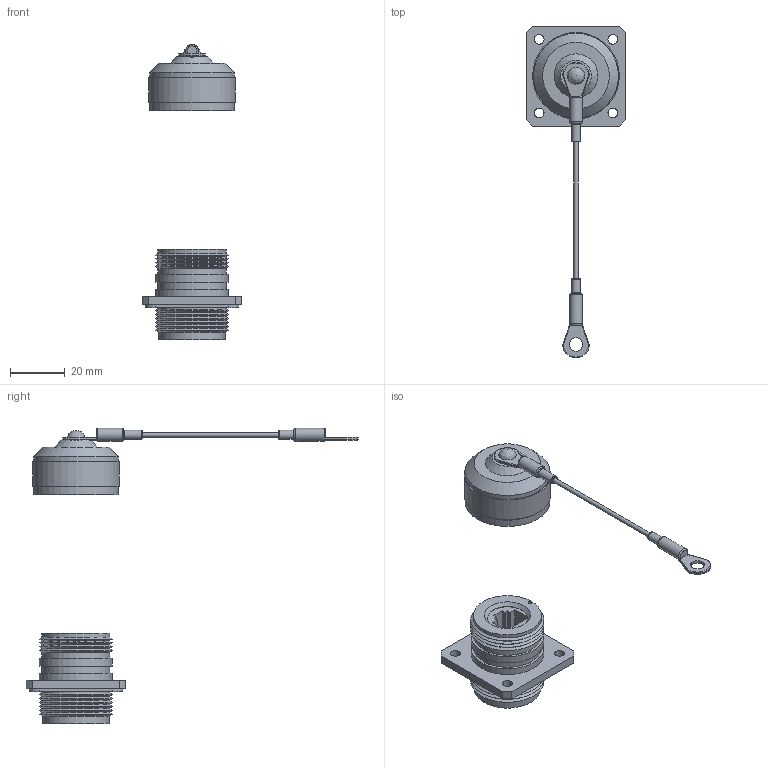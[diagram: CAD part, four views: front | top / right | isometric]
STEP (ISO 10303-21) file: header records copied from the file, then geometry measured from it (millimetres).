
FILE_DESCRIPTION (( 'STEP AP214' ), '1' );
FILE_NAME ('ECSD3201U00.STEP', '2018-01-15T20:22:24', ( '' ), ( '' ), 'SwSTEP 2.0', 'SolidWorks 2014', '' );
FILE_SCHEMA (( 'AUTOMOTIVE_DESIGN' ));
Length unit declared in the file: inch
Products named in the file (5): ECRD0103U00-MA1; ECSD3201U00; 3AA13-006; 3AB10-043-MA6; 3AB10-038
Assembly tree (4 placements, depth 2):
  ECSD3201U00
    ECRD0103U00-MA1
    3AB10-038
    3AB10-043-MA6
    3AA13-006
Bounding box: 36.58 x 121.62 x 108.13 mm (x, y, z)
Volume: 25588.6 mm3; surface area: 14479.9 mm2
Topology: 6 solids, 6 shells, 248 faces, 606 edges, 386 vertices
Faces by surface type: plane 144, cylinder 60, cone 26, torus 14, bspline 4
Full cylindrical faces by diameter (mm): 1.27 x1, 1.702 x1, 3.302 x2, 3.428 x1, 3.429 x2, 3.531 x4, 3.556 x4, 4.699 x2, 4.978 x1, 14.732 x2, 22.784 x1, 24.435 x1, 24.943 x12, 26.797 x2, 27.305 x1, 31.064 x2, 31.75 x1, 32.004 x1
Entity records: 10704 total; most frequent: CARTESIAN_POINT 2528, DIRECTION 1126, ORIENTED_EDGE 1036, EDGE_CURVE 518, AXIS2_PLACEMENT_3D 395, EDGE_LOOP 392, VERTEX_POINT 372, VECTOR 336
